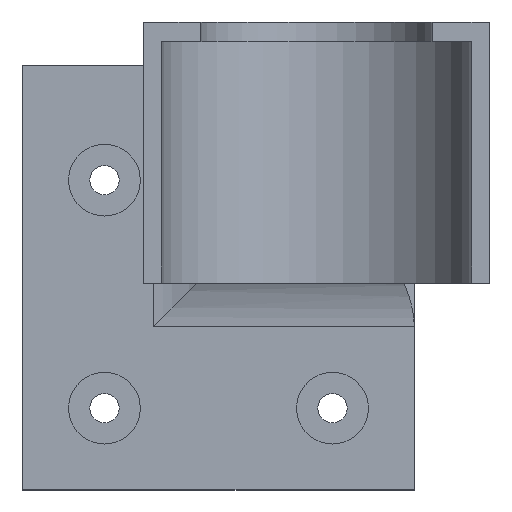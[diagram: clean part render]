
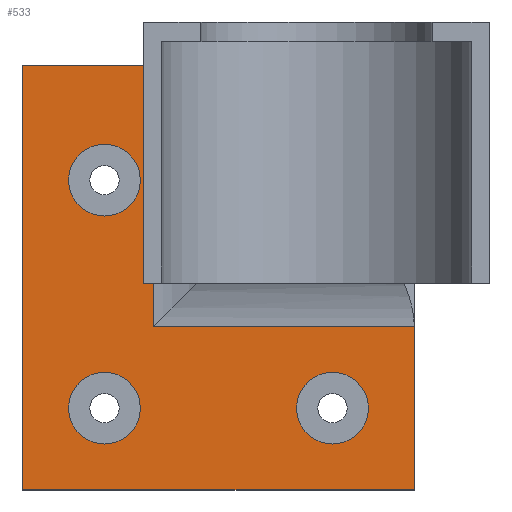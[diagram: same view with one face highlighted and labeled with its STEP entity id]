
A CAD part, top view. The second image highlights one B-rep face of the part: STEP entity #533.
In plain terms, the highlighted planar face has unit normal (0, 0, 1).
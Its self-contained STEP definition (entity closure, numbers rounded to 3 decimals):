
#16=FACE_BOUND('',#107,.T.);
#17=FACE_BOUND('',#108,.T.);
#18=FACE_BOUND('',#109,.T.);
#25=PLANE('',#584);
#46=CIRCLE('',#585,5.5);
#47=CIRCLE('',#586,5.5);
#48=CIRCLE('',#587,5.5);
#73=FACE_OUTER_BOUND('',#106,.T.);
#106=EDGE_LOOP('',(#393,#394,#395,#396,#397,#398));
#107=EDGE_LOOP('',(#399));
#108=EDGE_LOOP('',(#400));
#109=EDGE_LOOP('',(#401));
#151=LINE('',#1094,#192);
#152=LINE('',#1096,#193);
#153=LINE('',#1098,#194);
#154=LINE('',#1100,#195);
#155=LINE('',#1101,#196);
#156=LINE('',#1102,#197);
#192=VECTOR('',#666,10.);
#193=VECTOR('',#667,10.);
#194=VECTOR('',#668,10.);
#195=VECTOR('',#669,10.);
#196=VECTOR('',#670,10.);
#197=VECTOR('',#671,10.);
#249=VERTEX_POINT('',#1041);
#252=VERTEX_POINT('',#1074);
#253=VERTEX_POINT('',#1093);
#254=VERTEX_POINT('',#1095);
#255=VERTEX_POINT('',#1097);
#256=VERTEX_POINT('',#1099);
#257=VERTEX_POINT('',#1103);
#258=VERTEX_POINT('',#1105);
#259=VERTEX_POINT('',#1107);
#309=EDGE_CURVE('',#253,#252,#151,.T.);
#310=EDGE_CURVE('',#254,#252,#152,.T.);
#311=EDGE_CURVE('',#255,#254,#153,.T.);
#312=EDGE_CURVE('',#255,#256,#154,.T.);
#313=EDGE_CURVE('',#256,#249,#155,.T.);
#314=EDGE_CURVE('',#249,#253,#156,.T.);
#315=EDGE_CURVE('',#257,#257,#46,.T.);
#316=EDGE_CURVE('',#258,#258,#47,.T.);
#317=EDGE_CURVE('',#259,#259,#48,.T.);
#393=ORIENTED_EDGE('',*,*,#309,.T.);
#394=ORIENTED_EDGE('',*,*,#310,.F.);
#395=ORIENTED_EDGE('',*,*,#311,.F.);
#396=ORIENTED_EDGE('',*,*,#312,.T.);
#397=ORIENTED_EDGE('',*,*,#313,.T.);
#398=ORIENTED_EDGE('',*,*,#314,.T.);
#399=ORIENTED_EDGE('',*,*,#315,.T.);
#400=ORIENTED_EDGE('',*,*,#316,.T.);
#401=ORIENTED_EDGE('',*,*,#317,.T.);
#533=ADVANCED_FACE('',(#73,#16,#17,#18),#25,.T.);
#584=AXIS2_PLACEMENT_3D('',#1092,#664,#665);
#585=AXIS2_PLACEMENT_3D('',#1104,#672,#673);
#586=AXIS2_PLACEMENT_3D('',#1106,#674,#675);
#587=AXIS2_PLACEMENT_3D('',#1108,#676,#677);
#664=DIRECTION('center_axis',(0.,0.,1.));
#665=DIRECTION('ref_axis',(1.,0.,0.));
#666=DIRECTION('',(0.,1.,0.));
#667=DIRECTION('',(1.,0.,0.));
#668=DIRECTION('',(0.,1.,0.));
#669=DIRECTION('',(1.,0.,0.));
#670=DIRECTION('',(0.,1.,0.));
#671=DIRECTION('',(-1.,0.,0.));
#672=DIRECTION('center_axis',(0.,0.,-1.));
#673=DIRECTION('ref_axis',(-1.,0.,0.));
#674=DIRECTION('center_axis',(0.,0.,-1.));
#675=DIRECTION('ref_axis',(-1.,0.,0.));
#676=DIRECTION('center_axis',(0.,0.,-1.));
#677=DIRECTION('ref_axis',(-1.,0.,0.));
#1041=CARTESIAN_POINT('',(30.,-5.,7.));
#1074=CARTESIAN_POINT('',(-10.,35.,7.));
#1092=CARTESIAN_POINT('Origin',(0.,0.,7.));
#1093=CARTESIAN_POINT('',(-10.,-5.,7.));
#1094=CARTESIAN_POINT('',(-10.,14.5,7.));
#1095=CARTESIAN_POINT('',(-30.,35.,7.));
#1096=CARTESIAN_POINT('',(-30.,35.,7.));
#1097=CARTESIAN_POINT('',(-30.,-30.,7.));
#1098=CARTESIAN_POINT('',(-30.,30.,7.));
#1099=CARTESIAN_POINT('',(30.,-30.,7.));
#1100=CARTESIAN_POINT('',(30.,-30.,7.));
#1101=CARTESIAN_POINT('',(30.,30.,7.));
#1102=CARTESIAN_POINT('',(3.,-5.,7.));
#1103=CARTESIAN_POINT('',(-11.97,17.47,7.));
#1104=CARTESIAN_POINT('Origin',(-17.47,17.47,7.));
#1105=CARTESIAN_POINT('',(-11.97,-17.47,7.));
#1106=CARTESIAN_POINT('Origin',(-17.47,-17.47,7.));
#1107=CARTESIAN_POINT('',(22.97,-17.47,7.));
#1108=CARTESIAN_POINT('Origin',(17.47,-17.47,7.));
